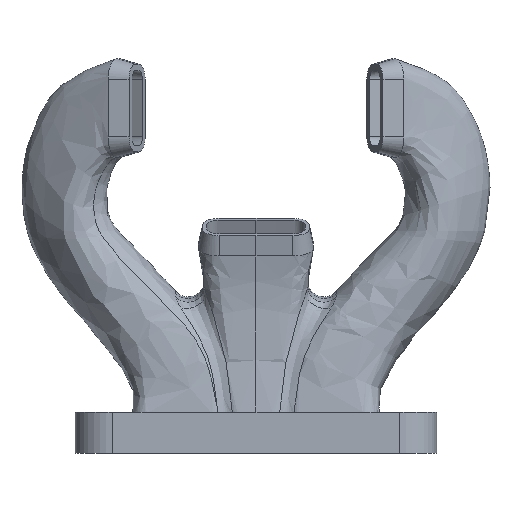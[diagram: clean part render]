
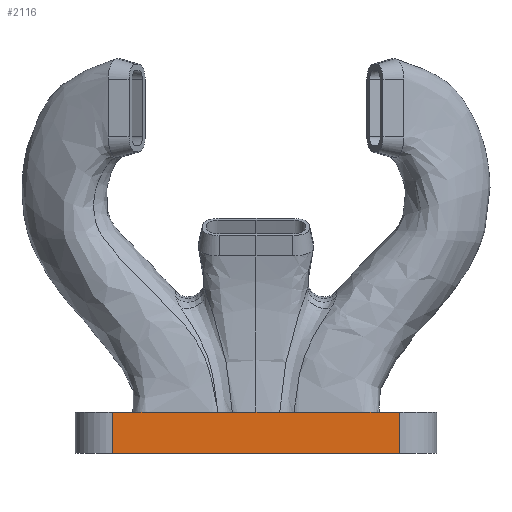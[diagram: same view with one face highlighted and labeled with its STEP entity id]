
A CAD part, front view. The second image highlights one B-rep face of the part: STEP entity #2116.
In plain terms, the highlighted planar face has unit normal (0, -1, 0).
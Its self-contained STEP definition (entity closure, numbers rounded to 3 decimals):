
#68=PLANE('',#2246);
#129=FACE_OUTER_BOUND('',#249,.T.);
#249=EDGE_LOOP('',(#1485,#1486,#1487,#1488,#1489,#1490,#1491,#1492,#1493,
#1494,#1495));
#515=LINE('',#10779,#678);
#525=LINE('',#19843,#688);
#531=LINE('',#20074,#694);
#532=LINE('',#20075,#695);
#533=LINE('',#20077,#696);
#534=LINE('',#20079,#697);
#535=LINE('',#20081,#698);
#536=LINE('',#20083,#699);
#537=LINE('',#20085,#700);
#538=LINE('',#20087,#701);
#539=LINE('',#20088,#702);
#678=VECTOR('',#2330,10.);
#688=VECTOR('',#2344,1000.);
#694=VECTOR('',#2362,1000.);
#695=VECTOR('',#2363,1000.);
#696=VECTOR('',#2364,1000.);
#697=VECTOR('',#2365,10.);
#698=VECTOR('',#2366,10.);
#699=VECTOR('',#2367,1000.);
#700=VECTOR('',#2368,10.);
#701=VECTOR('',#2369,1000.);
#702=VECTOR('',#2370,1000.);
#862=VERTEX_POINT('',#10749);
#863=VERTEX_POINT('',#10778);
#907=VERTEX_POINT('',#19839);
#909=VERTEX_POINT('',#19842);
#922=VERTEX_POINT('',#20073);
#923=VERTEX_POINT('',#20076);
#924=VERTEX_POINT('',#20078);
#925=VERTEX_POINT('',#20080);
#926=VERTEX_POINT('',#20082);
#927=VERTEX_POINT('',#20084);
#928=VERTEX_POINT('',#20086);
#1086=EDGE_CURVE('',#863,#862,#515,.F.);
#1132=EDGE_CURVE('',#909,#907,#525,.T.);
#1147=EDGE_CURVE('',#922,#907,#531,.T.);
#1148=EDGE_CURVE('',#922,#863,#532,.T.);
#1149=EDGE_CURVE('',#862,#923,#533,.T.);
#1150=EDGE_CURVE('',#923,#924,#534,.F.);
#1151=EDGE_CURVE('',#925,#924,#535,.F.);
#1152=EDGE_CURVE('',#926,#925,#536,.T.);
#1153=EDGE_CURVE('',#927,#926,#537,.F.);
#1154=EDGE_CURVE('',#928,#927,#538,.T.);
#1155=EDGE_CURVE('',#928,#909,#539,.T.);
#1485=ORIENTED_EDGE('',*,*,#1132,.T.);
#1486=ORIENTED_EDGE('',*,*,#1147,.F.);
#1487=ORIENTED_EDGE('',*,*,#1148,.T.);
#1488=ORIENTED_EDGE('',*,*,#1086,.T.);
#1489=ORIENTED_EDGE('',*,*,#1149,.T.);
#1490=ORIENTED_EDGE('',*,*,#1150,.T.);
#1491=ORIENTED_EDGE('',*,*,#1151,.F.);
#1492=ORIENTED_EDGE('',*,*,#1152,.F.);
#1493=ORIENTED_EDGE('',*,*,#1153,.F.);
#1494=ORIENTED_EDGE('',*,*,#1154,.F.);
#1495=ORIENTED_EDGE('',*,*,#1155,.T.);
#2116=ADVANCED_FACE('',(#129),#68,.F.);
#2246=AXIS2_PLACEMENT_3D('',#20072,#2360,#2361);
#2330=DIRECTION('',(1.,0.,0.));
#2344=DIRECTION('',(1.,0.,0.));
#2360=DIRECTION('center_axis',(0.,1.,0.));
#2361=DIRECTION('ref_axis',(0.,0.,1.));
#2362=DIRECTION('',(0.,0.,-1.));
#2363=DIRECTION('',(-1.,0.,0.));
#2364=DIRECTION('',(-1.,0.,0.));
#2365=DIRECTION('',(1.,0.,0.));
#2366=DIRECTION('',(-1.,0.,0.));
#2367=DIRECTION('',(1.,0.,0.));
#2368=DIRECTION('',(-1.,0.,0.));
#2369=DIRECTION('',(1.,0.,0.));
#2370=DIRECTION('',(0.,0.,-1.));
#10749=CARTESIAN_POINT('',(5.5,-7.,5.));
#10778=CARTESIAN_POINT('',(13.,-7.,5.));
#10779=CARTESIAN_POINT('',(5.5,-7.,5.));
#19839=CARTESIAN_POINT('',(17.5,-7.,0.));
#19842=CARTESIAN_POINT('',(-17.5,-7.,0.));
#19843=CARTESIAN_POINT('',(-16.25,-7.,0.));
#20072=CARTESIAN_POINT('Origin',(-16.25,-7.,5.));
#20073=CARTESIAN_POINT('',(17.5,-7.,5.));
#20074=CARTESIAN_POINT('',(17.5,-7.,5.));
#20075=CARTESIAN_POINT('',(16.25,-7.,5.));
#20076=CARTESIAN_POINT('',(2.,-7.,5.));
#20077=CARTESIAN_POINT('',(16.25,-7.,5.));
#20078=CARTESIAN_POINT('',(0.,-7.,5.));
#20079=CARTESIAN_POINT('',(0.,-7.,5.));
#20080=CARTESIAN_POINT('',(-2.,-7.,5.));
#20081=CARTESIAN_POINT('',(0.,-7.,5.));
#20082=CARTESIAN_POINT('',(-5.5,-7.,5.));
#20083=CARTESIAN_POINT('',(-16.25,-7.,5.));
#20084=CARTESIAN_POINT('',(-13.,-7.,5.));
#20085=CARTESIAN_POINT('',(-5.5,-7.,5.));
#20086=CARTESIAN_POINT('',(-17.5,-7.,5.));
#20087=CARTESIAN_POINT('',(-16.25,-7.,5.));
#20088=CARTESIAN_POINT('',(-17.5,-7.,5.));
